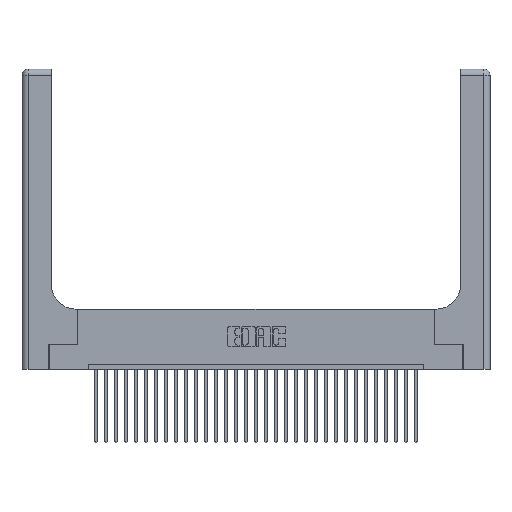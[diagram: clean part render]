
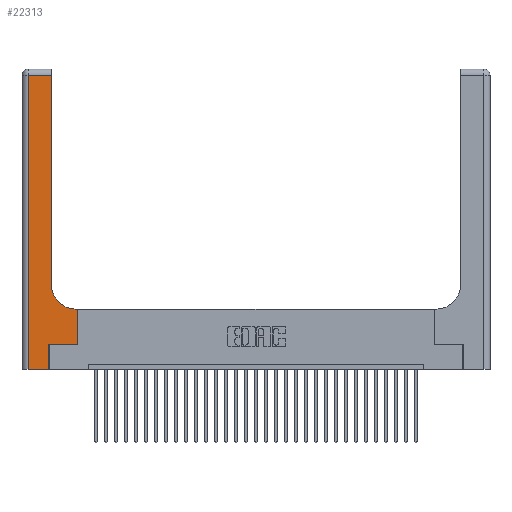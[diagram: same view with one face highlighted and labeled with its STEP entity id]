
A CAD part, top view. The second image highlights one B-rep face of the part: STEP entity #22313.
In plain terms, the highlighted planar face has unit normal (0, 0, 1).
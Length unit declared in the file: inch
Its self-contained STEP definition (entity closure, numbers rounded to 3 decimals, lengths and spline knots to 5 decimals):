
#57 = ORIENTED_EDGE ( 'NONE', *, *, #3613, .T. ) ;
#334 = ORIENTED_EDGE ( 'NONE', *, *, #20889, .T. ) ;
#366 = DIRECTION ( 'NONE',  ( 0., -1., 0. ) ) ;
#463 = ORIENTED_EDGE ( 'NONE', *, *, #16305, .T. ) ;
#1097 = CARTESIAN_POINT ( 'NONE',  ( 0.2915, 3., 0.37 ) ) ;
#1269 = DIRECTION ( 'NONE',  ( 1., 0., 0. ) ) ;
#1438 = EDGE_CURVE ( 'NONE', #4867, #8300, #15732, .T. ) ;
#1727 = VECTOR ( 'NONE', #366, 39.37008 ) ;
#2103 = ORIENTED_EDGE ( 'NONE', *, *, #29892, .T. ) ;
#2545 = DIRECTION ( 'NONE',  ( 1., 0., 0. ) ) ;
#2607 = CARTESIAN_POINT ( 'NONE',  ( 0.2915, 0.6, 0.37 ) ) ;
#3130 = VECTOR ( 'NONE', #24704, 39.37008 ) ;
#3613 = EDGE_CURVE ( 'NONE', #7120, #9931, #30329, .T. ) ;
#3771 = EDGE_CURVE ( 'NONE', #13880, #11610, #16534, .T. ) ;
#4547 = CARTESIAN_POINT ( 'NONE',  ( 0.06, 2.94, 0.37 ) ) ;
#4750 = AXIS2_PLACEMENT_3D ( 'NONE', #12234, #14571, #2545 ) ;
#4867 = VERTEX_POINT ( 'NONE', #4547 ) ;
#4915 = DIRECTION ( 'NONE',  ( -1., 0., 0. ) ) ;
#5582 = LINE ( 'NONE', #16909, #29404 ) ;
#6439 = CARTESIAN_POINT ( 'NONE',  ( 0.2915, 2.94, 0.37 ) ) ;
#6660 = VERTEX_POINT ( 'NONE', #21552 ) ;
#7034 = ORIENTED_EDGE ( 'NONE', *, *, #3771, .T. ) ;
#7120 = VERTEX_POINT ( 'NONE', #8089 ) ;
#7196 = VERTEX_POINT ( 'NONE', #18610 ) ;
#7318 = CARTESIAN_POINT ( 'NONE',  ( 0.06, 3., 0.37 ) ) ;
#7646 = VERTEX_POINT ( 'NONE', #8879 ) ;
#8089 = CARTESIAN_POINT ( 'NONE',  ( 0.2915, 0.85, 0.37 ) ) ;
#8300 = VERTEX_POINT ( 'NONE', #12072 ) ;
#8879 = CARTESIAN_POINT ( 'NONE',  ( 0.5585, 0.6, 0.37 ) ) ;
#9471 = CARTESIAN_POINT ( 'NONE',  ( 0., 3., 0.37 ) ) ;
#9931 = VERTEX_POINT ( 'NONE', #6439 ) ;
#10082 = VECTOR ( 'NONE', #1269, 39.37008 ) ;
#10582 = CARTESIAN_POINT ( 'NONE',  ( 0.5585, 0.25, 0.37 ) ) ;
#11493 = DIRECTION ( 'NONE',  ( 0., 0., -1. ) ) ;
#11610 = VERTEX_POINT ( 'NONE', #10582 ) ;
#12072 = CARTESIAN_POINT ( 'NONE',  ( 0.06, 0., 0.37 ) ) ;
#12220 = EDGE_CURVE ( 'NONE', #7196, #7120, #22657, .T. ) ;
#12234 = CARTESIAN_POINT ( 'NONE',  ( 0.5415, 0.85, 0.37 ) ) ;
#12717 = CARTESIAN_POINT ( 'NONE',  ( 0.269, 0.25, 0.37 ) ) ;
#13287 = CARTESIAN_POINT ( 'NONE',  ( 0.269, 0.25, 0.37 ) ) ;
#13880 = VERTEX_POINT ( 'NONE', #12717 ) ;
#14145 = VECTOR ( 'NONE', #30227, 39.37008 ) ;
#14571 = DIRECTION ( 'NONE',  ( 0., 0., -1. ) ) ;
#14741 = FACE_OUTER_BOUND ( 'NONE', #20526, .T. ) ;
#14894 = CARTESIAN_POINT ( 'NONE',  ( 0., 0., 0.37 ) ) ;
#15732 = LINE ( 'NONE', #7318, #1727 ) ;
#16305 = EDGE_CURVE ( 'NONE', #11610, #7646, #27739, .T. ) ;
#16534 = LINE ( 'NONE', #13287, #10082 ) ;
#16909 = CARTESIAN_POINT ( 'NONE',  ( 0.269, 0., 0.37 ) ) ;
#17563 = EDGE_CURVE ( 'NONE', #6660, #13880, #5582, .T. ) ;
#17999 = ORIENTED_EDGE ( 'NONE', *, *, #1438, .T. ) ;
#18414 = DIRECTION ( 'NONE',  ( -1., 0., 0. ) ) ;
#18610 = CARTESIAN_POINT ( 'NONE',  ( 0.5415, 0.6, 0.37 ) ) ;
#18869 = PLANE ( 'NONE',  #21759 ) ;
#20500 = DIRECTION ( 'NONE',  ( 0., 1., 0. ) ) ;
#20501 = ORIENTED_EDGE ( 'NONE', *, *, #27461, .T. ) ;
#20526 = EDGE_LOOP ( 'NONE', ( #57, #2103, #17999, #20501, #21964, #7034, #463, #334, #30565 ) ) ;
#20889 = EDGE_CURVE ( 'NONE', #7646, #7196, #26096, .T. ) ;
#21405 = VECTOR ( 'NONE', #18414, 39.37008 ) ;
#21552 = CARTESIAN_POINT ( 'NONE',  ( 0.269, 0., 0.37 ) ) ;
#21759 = AXIS2_PLACEMENT_3D ( 'NONE', #9471, #11493, #28813 ) ;
#21964 = ORIENTED_EDGE ( 'NONE', *, *, #17563, .T. ) ;
#22313 = ADVANCED_FACE ( 'NONE', ( #14741 ), #18869, .F. ) ;
#22657 = CIRCLE ( 'NONE', #4750, 0.25 ) ;
#22899 = CARTESIAN_POINT ( 'NONE',  ( 0.5585, 0.25, 0.37 ) ) ;
#23459 = VECTOR ( 'NONE', #4915, 39.37008 ) ;
#24704 = DIRECTION ( 'NONE',  ( 1., 0., 0. ) ) ;
#26096 = LINE ( 'NONE', #2607, #23459 ) ;
#26388 = DIRECTION ( 'NONE',  ( 0., 1., 0. ) ) ;
#26884 = LINE ( 'NONE', #14894, #3130 ) ;
#27461 = EDGE_CURVE ( 'NONE', #8300, #6660, #26884, .T. ) ;
#27739 = LINE ( 'NONE', #22899, #14145 ) ;
#28366 = CARTESIAN_POINT ( 'NONE',  ( 0., 2.94, 0.37 ) ) ;
#28813 = DIRECTION ( 'NONE',  ( -1., 0., 0. ) ) ;
#29366 = LINE ( 'NONE', #28366, #21405 ) ;
#29404 = VECTOR ( 'NONE', #26388, 39.37008 ) ;
#29892 = EDGE_CURVE ( 'NONE', #9931, #4867, #29366, .T. ) ;
#29942 = VECTOR ( 'NONE', #20500, 39.37008 ) ;
#30227 = DIRECTION ( 'NONE',  ( 0., 1., 0. ) ) ;
#30329 = LINE ( 'NONE', #1097, #29942 ) ;
#30565 = ORIENTED_EDGE ( 'NONE', *, *, #12220, .T. ) ;
